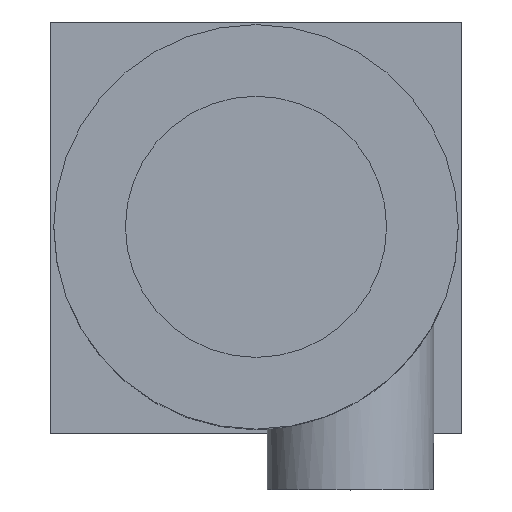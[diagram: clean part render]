
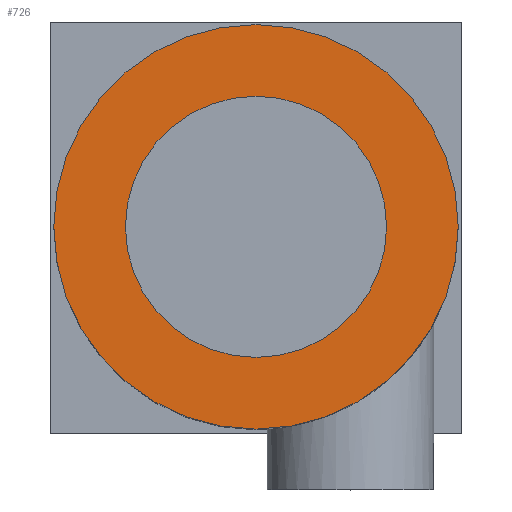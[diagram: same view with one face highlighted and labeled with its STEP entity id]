
A CAD part, top view. The second image highlights one B-rep face of the part: STEP entity #726.
In plain terms, the highlighted planar face has unit normal (0, 0, 1).
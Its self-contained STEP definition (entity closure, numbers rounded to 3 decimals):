
#73 = CARTESIAN_POINT ( 'NONE',  ( 0., 0., 753. ) ) ;
#225 = EDGE_CURVE ( 'NONE', #593, #683, #300, .T. ) ;
#300 = CIRCLE ( 'NONE', #950, 364. ) ;
#328 = EDGE_CURVE ( 'NONE', #1835, #531, #682, .T. ) ;
#394 = DIRECTION ( 'NONE',  ( 0., 0., 1. ) ) ;
#412 = DIRECTION ( 'NONE',  ( 0., 0., 1. ) ) ;
#441 = CARTESIAN_POINT ( 'NONE',  ( -364., 0., 753. ) ) ;
#512 = CARTESIAN_POINT ( 'NONE',  ( 0., 0., 753. ) ) ;
#531 = VERTEX_POINT ( 'NONE', #725 ) ;
#539 = DIRECTION ( 'NONE',  ( 0., 0., 1. ) ) ;
#573 = PLANE ( 'NONE',  #1025 ) ;
#593 = VERTEX_POINT ( 'NONE', #441 ) ;
#602 = DIRECTION ( 'NONE',  ( 1., 0., 0. ) ) ;
#682 = CIRCLE ( 'NONE', #1804, 150. ) ;
#683 = VERTEX_POINT ( 'NONE', #1794 ) ;
#697 = EDGE_LOOP ( 'NONE', ( #1505, #704 ) ) ;
#704 = ORIENTED_EDGE ( 'NONE', *, *, #328, .F. ) ;
#719 = CARTESIAN_POINT ( 'NONE',  ( 0., 0., 753. ) ) ;
#725 = CARTESIAN_POINT ( 'NONE',  ( -150., 0., 753. ) ) ;
#726 = ADVANCED_FACE ( 'NONE', ( #1643, #1021 ), #573, .T. ) ;
#772 = CARTESIAN_POINT ( 'NONE',  ( 150., 0., 753. ) ) ;
#795 = AXIS2_PLACEMENT_3D ( 'NONE', #73, #539, #937 ) ;
#876 = DIRECTION ( 'NONE',  ( 1., 0., 0. ) ) ;
#881 = DIRECTION ( 'NONE',  ( 1., 0., 0. ) ) ;
#892 = CIRCLE ( 'NONE', #795, 150. ) ;
#937 = DIRECTION ( 'NONE',  ( 1., 0., 0. ) ) ;
#950 = AXIS2_PLACEMENT_3D ( 'NONE', #1764, #412, #876 ) ;
#1019 = AXIS2_PLACEMENT_3D ( 'NONE', #1928, #1200, #881 ) ;
#1021 = FACE_BOUND ( 'NONE', #697, .T. ) ;
#1025 = AXIS2_PLACEMENT_3D ( 'NONE', #719, #1947, #602 ) ;
#1027 = ORIENTED_EDGE ( 'NONE', *, *, #1076, .T. ) ;
#1076 = EDGE_CURVE ( 'NONE', #683, #593, #1407, .T. ) ;
#1200 = DIRECTION ( 'NONE',  ( 0., 0., 1. ) ) ;
#1329 = ORIENTED_EDGE ( 'NONE', *, *, #225, .T. ) ;
#1407 = CIRCLE ( 'NONE', #1019, 364. ) ;
#1422 = DIRECTION ( 'NONE',  ( 1., 0., 0. ) ) ;
#1505 = ORIENTED_EDGE ( 'NONE', *, *, #1795, .F. ) ;
#1522 = EDGE_LOOP ( 'NONE', ( #1329, #1027 ) ) ;
#1643 = FACE_OUTER_BOUND ( 'NONE', #1522, .T. ) ;
#1764 = CARTESIAN_POINT ( 'NONE',  ( 0., 0., 753. ) ) ;
#1794 = CARTESIAN_POINT ( 'NONE',  ( 364., 0., 753. ) ) ;
#1795 = EDGE_CURVE ( 'NONE', #531, #1835, #892, .T. ) ;
#1804 = AXIS2_PLACEMENT_3D ( 'NONE', #512, #394, #1422 ) ;
#1835 = VERTEX_POINT ( 'NONE', #772 ) ;
#1928 = CARTESIAN_POINT ( 'NONE',  ( 0., 0., 753. ) ) ;
#1947 = DIRECTION ( 'NONE',  ( 0., 0., 1. ) ) ;
